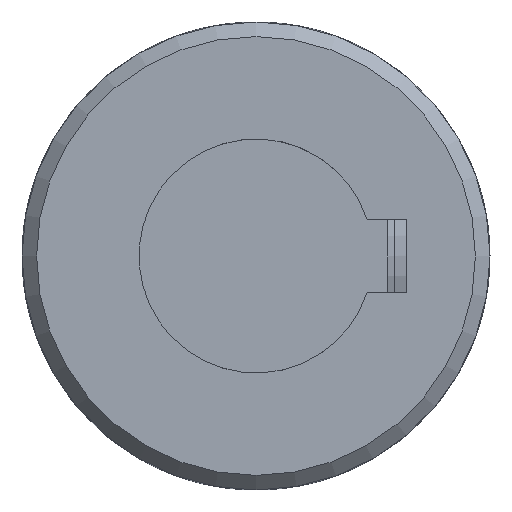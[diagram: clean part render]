
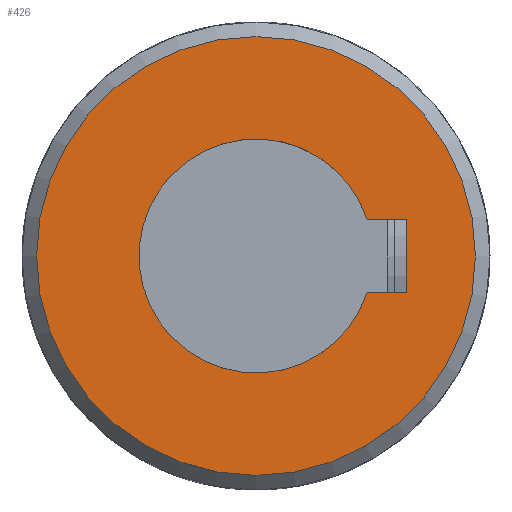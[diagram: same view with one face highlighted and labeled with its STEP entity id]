
A CAD part, left-side view. The second image highlights one B-rep face of the part: STEP entity #426.
In plain terms, the highlighted planar face has unit normal (-1, 0, 0).
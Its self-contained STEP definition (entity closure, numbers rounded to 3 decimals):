
#426 = ADVANCED_FACE( '', ( #908, #909 ), #910, .T. );
#908 = FACE_BOUND( '', #1490, .T. );
#909 = FACE_OUTER_BOUND( '', #1491, .T. );
#910 = PLANE( '', #1492 );
#1490 = EDGE_LOOP( '', ( #2452, #2453, #2454, #2455 ) );
#1491 = EDGE_LOOP( '', ( #2456 ) );
#1492 = AXIS2_PLACEMENT_3D( '', #2457, #2458, #2459 );
#2452 = ORIENTED_EDGE( '', *, *, #3694, .T. );
#2453 = ORIENTED_EDGE( '', *, *, #3471, .T. );
#2454 = ORIENTED_EDGE( '', *, *, #3695, .T. );
#2455 = ORIENTED_EDGE( '', *, *, #3696, .T. );
#2456 = ORIENTED_EDGE( '', *, *, #3697, .F. );
#2457 = CARTESIAN_POINT( '', ( 0., 15., 0. ) );
#2458 = DIRECTION( '', ( -1., 0., 0. ) );
#2459 = DIRECTION( '', ( 0., 0., 1. ) );
#3471 = EDGE_CURVE( '', #4140, #4141, #4142, .T. );
#3694 = EDGE_CURVE( '', #4491, #4140, #4492, .T. );
#3695 = EDGE_CURVE( '', #4141, #4493, #4494, .T. );
#3696 = EDGE_CURVE( '', #4493, #4491, #4495, .T. );
#3697 = EDGE_CURVE( '', #4496, #4496, #4497, .T. );
#4140 = VERTEX_POINT( '', #5136 );
#4141 = VERTEX_POINT( '', #5137 );
#4142 = CIRCLE( '', #5138, 8. );
#4491 = VERTEX_POINT( '', #6134 );
#4492 = LINE( '', #6135, #6136 );
#4493 = VERTEX_POINT( '', #6137 );
#4494 = LINE( '', #6138, #6139 );
#4495 = LINE( '', #6140, #6141 );
#4496 = VERTEX_POINT( '', #6142 );
#4497 = CIRCLE( '', #6143, 15. );
#5136 = CARTESIAN_POINT( '', ( 0., 2.5, -7.599 ) );
#5137 = CARTESIAN_POINT( '', ( 0., -2.5, -7.599 ) );
#5138 = AXIS2_PLACEMENT_3D( '', #7120, #7121, #7122 );
#6134 = CARTESIAN_POINT( '', ( 0., 2.5, -10.3 ) );
#6135 = CARTESIAN_POINT( '', ( 0., 2.5, -10.3 ) );
#6136 = VECTOR( '', #7426, 1000. );
#6137 = CARTESIAN_POINT( '', ( 0., -2.5, -10.3 ) );
#6138 = CARTESIAN_POINT( '', ( 0., -2.5, 0. ) );
#6139 = VECTOR( '', #7427, 1000. );
#6140 = CARTESIAN_POINT( '', ( 0., -2.5, -10.3 ) );
#6141 = VECTOR( '', #7428, 1000. );
#6142 = CARTESIAN_POINT( '', ( 0., 0., -15. ) );
#6143 = AXIS2_PLACEMENT_3D( '', #7429, #7430, #7431 );
#7120 = CARTESIAN_POINT( '', ( 0., 0., 0. ) );
#7121 = DIRECTION( '', ( 1., 0., 0. ) );
#7122 = DIRECTION( '', ( 0., 0., -1. ) );
#7426 = DIRECTION( '', ( 0., 0., 1. ) );
#7427 = DIRECTION( '', ( 0., 0., -1. ) );
#7428 = DIRECTION( '', ( 0., 1., 0. ) );
#7429 = CARTESIAN_POINT( '', ( 0., 0., 0. ) );
#7430 = DIRECTION( '', ( 1., 0., 0. ) );
#7431 = DIRECTION( '', ( 0., 0., -1. ) );
